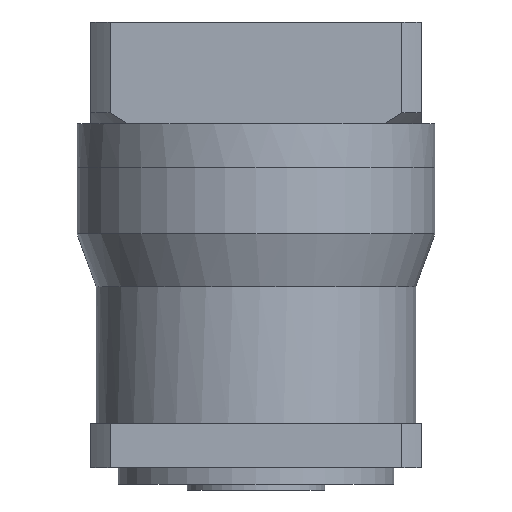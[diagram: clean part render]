
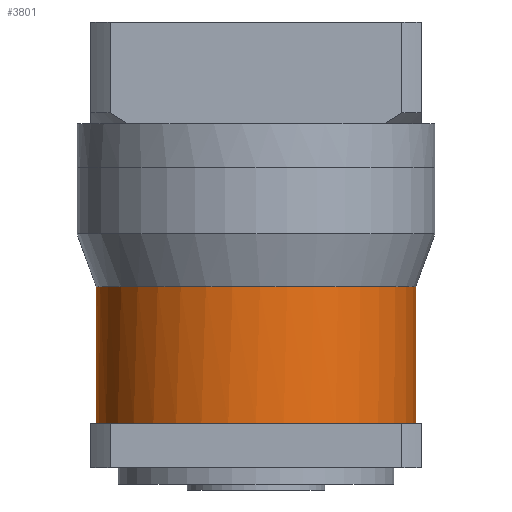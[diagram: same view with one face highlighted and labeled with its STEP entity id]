
A CAD part, front view. The second image highlights one B-rep face of the part: STEP entity #3801.
In plain terms, the highlighted cylindrical face has radius 29 mm (diameter 58 mm), a partial arc.
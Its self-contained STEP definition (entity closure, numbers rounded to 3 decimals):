
#81 = DIRECTION ( 'NONE',  ( 0., 0., 1. ) ) ;
#89 = CARTESIAN_POINT ( 'NONE',  ( -29., 0., -62.5 ) ) ;
#209 = CARTESIAN_POINT ( 'NONE',  ( 29., 0., -62.5 ) ) ;
#224 = ORIENTED_EDGE ( 'NONE', *, *, #6289, .T. ) ;
#499 = CARTESIAN_POINT ( 'NONE',  ( 9.344, -27.519, -29.62 ) ) ;
#527 = CARTESIAN_POINT ( 'NONE',  ( -23.058, -17.69, -29.62 ) ) ;
#930 = ORIENTED_EDGE ( 'NONE', *, *, #5666, .T. ) ;
#995 = CARTESIAN_POINT ( 'NONE',  ( 28.813, -3.796, -29.62 ) ) ;
#1018 = CARTESIAN_POINT ( 'NONE',  ( 3.796, -28.813, -29.62 ) ) ;
#1038 = CARTESIAN_POINT ( 'NONE',  ( -26.066, -12.851, -29.62 ) ) ;
#1096 = EDGE_LOOP ( 'NONE', ( #6515, #1998, #930, #224 ) ) ;
#1431 = VERTEX_POINT ( 'NONE', #5906 ) ;
#1501 = CARTESIAN_POINT ( 'NONE',  ( 27.519, -9.344, -29.62 ) ) ;
#1527 = CARTESIAN_POINT ( 'NONE',  ( -1.898, -29., -29.62 ) ) ;
#1554 = CARTESIAN_POINT ( 'NONE',  ( -28.072, -7.519, -29.62 ) ) ;
#1752 = DIRECTION ( 'NONE',  ( 1., 0., 0. ) ) ;
#1970 = VERTEX_POINT ( 'NONE', #3295 ) ;
#1998 = ORIENTED_EDGE ( 'NONE', *, *, #6210, .F. ) ;
#2066 = CARTESIAN_POINT ( 'NONE',  ( 25.167, -14.533, -29.62 ) ) ;
#2091 = CARTESIAN_POINT ( 'NONE',  ( -7.519, -28.072, -29.62 ) ) ;
#2116 = CARTESIAN_POINT ( 'NONE',  ( -29., -1.898, -29.62 ) ) ;
#2614 = CARTESIAN_POINT ( 'NONE',  ( 28.999, 0., -29.62 ) ) ;
#2638 = CARTESIAN_POINT ( 'NONE',  ( 21.848, -19.164, -29.62 ) ) ;
#2665 = CARTESIAN_POINT ( 'NONE',  ( -12.851, -26.066, -29.62 ) ) ;
#2894 = CARTESIAN_POINT ( 'NONE',  ( -28.999, 0., -29.62 ) ) ;
#3065 = CARTESIAN_POINT ( 'NONE',  ( 0., 0., -54.5 ) ) ;
#3127 = VERTEX_POINT ( 'NONE', #5953 ) ;
#3169 = CARTESIAN_POINT ( 'NONE',  ( 17.69, -23.058, -29.62 ) ) ;
#3186 = CARTESIAN_POINT ( 'NONE',  ( -17.69, -23.058, -29.62 ) ) ;
#3295 = CARTESIAN_POINT ( 'NONE',  ( -29., 0., -54.5 ) ) ;
#3565 = DIRECTION ( 'NONE',  ( -1., 0., 0. ) ) ;
#3690 = CARTESIAN_POINT ( 'NONE',  ( 12.851, -26.066, -29.62 ) ) ;
#3716 = CARTESIAN_POINT ( 'NONE',  ( -21.848, -19.164, -29.62 ) ) ;
#3801 = ADVANCED_FACE ( 'NONE', ( #5309 ), #4848, .T. ) ;
#3901 = DIRECTION ( 'NONE',  ( 0., 0., 1. ) ) ;
#4148 = CARTESIAN_POINT ( 'NONE',  ( 29., -1.898, -29.62 ) ) ;
#4197 = CARTESIAN_POINT ( 'NONE',  ( 7.519, -28.072, -29.62 ) ) ;
#4220 = CARTESIAN_POINT ( 'NONE',  ( -25.167, -14.533, -29.62 ) ) ;
#4271 = CIRCLE ( 'NONE', #5229, 29. ) ;
#4677 = CARTESIAN_POINT ( 'NONE',  ( 28.072, -7.519, -29.62 ) ) ;
#4703 = CARTESIAN_POINT ( 'NONE',  ( 1.898, -29., -29.62 ) ) ;
#4724 = CARTESIAN_POINT ( 'NONE',  ( -27.519, -9.344, -29.62 ) ) ;
#4848 = CYLINDRICAL_SURFACE ( 'NONE', #5047, 29. ) ;
#4880 = CARTESIAN_POINT ( 'NONE',  ( 0., 0., -62.5 ) ) ;
#4936 = B_SPLINE_CURVE_WITH_KNOTS ( 'NONE', 3,
 ( #2614, #4148, #995, #4677, #1501, #5169, #2066, #5617, #2638, #6109, #3169, #6615, #3690, #499, #4197, #1018, #4703, #1527, #5192, #2091, #5638, #2665, #6134, #3186, #6637, #3716, #527, #4220, #1038, #4724, #1554, #5217, #2116, #5655 ),
 .UNSPECIFIED., .F., .F.,
 ( 4, 2, 2, 2, 2, 2, 2, 2, 2, 2, 2, 2, 2, 2, 2, 2, 4 ),
 ( 0.5, 0.531, 0.563, 0.594, 0.625, 0.656, 0.688, 0.719, 0.75, 0.781, 0.813, 0.844, 0.875, 0.906, 0.938, 0.969, 1. ),
 .UNSPECIFIED. ) ;
#5047 = AXIS2_PLACEMENT_3D ( 'NONE', #4880, #3901, #1752 ) ;
#5169 = CARTESIAN_POINT ( 'NONE',  ( 26.066, -12.851, -29.62 ) ) ;
#5192 = CARTESIAN_POINT ( 'NONE',  ( -3.796, -28.813, -29.62 ) ) ;
#5217 = CARTESIAN_POINT ( 'NONE',  ( -28.813, -3.796, -29.62 ) ) ;
#5229 = AXIS2_PLACEMENT_3D ( 'NONE', #3065, #6501, #3565 ) ;
#5309 = FACE_OUTER_BOUND ( 'NONE', #1096, .T. ) ;
#5582 = DIRECTION ( 'NONE',  ( 0., 0., 1. ) ) ;
#5617 = CARTESIAN_POINT ( 'NONE',  ( 23.058, -17.69, -29.62 ) ) ;
#5634 = EDGE_CURVE ( 'NONE', #1970, #6502, #6362, .T. ) ;
#5638 = CARTESIAN_POINT ( 'NONE',  ( -9.344, -27.519, -29.62 ) ) ;
#5655 = CARTESIAN_POINT ( 'NONE',  ( -28.999, 0., -29.62 ) ) ;
#5666 = EDGE_CURVE ( 'NONE', #1431, #3127, #6229, .T. ) ;
#5906 = CARTESIAN_POINT ( 'NONE',  ( 29., 0., -54.5 ) ) ;
#5953 = CARTESIAN_POINT ( 'NONE',  ( 28.999, 0., -29.62 ) ) ;
#6109 = CARTESIAN_POINT ( 'NONE',  ( 19.164, -21.848, -29.62 ) ) ;
#6134 = CARTESIAN_POINT ( 'NONE',  ( -14.533, -25.167, -29.62 ) ) ;
#6151 = VECTOR ( 'NONE', #5582, 1000. ) ;
#6210 = EDGE_CURVE ( 'NONE', #1431, #1970, #4271, .T. ) ;
#6229 = LINE ( 'NONE', #209, #6151 ) ;
#6233 = VECTOR ( 'NONE', #81, 1000. ) ;
#6289 = EDGE_CURVE ( 'NONE', #3127, #6502, #4936, .T. ) ;
#6362 = LINE ( 'NONE', #89, #6233 ) ;
#6501 = DIRECTION ( 'NONE',  ( 0., 0., -1. ) ) ;
#6502 = VERTEX_POINT ( 'NONE', #2894 ) ;
#6515 = ORIENTED_EDGE ( 'NONE', *, *, #5634, .F. ) ;
#6615 = CARTESIAN_POINT ( 'NONE',  ( 14.533, -25.167, -29.62 ) ) ;
#6637 = CARTESIAN_POINT ( 'NONE',  ( -19.164, -21.848, -29.62 ) ) ;
